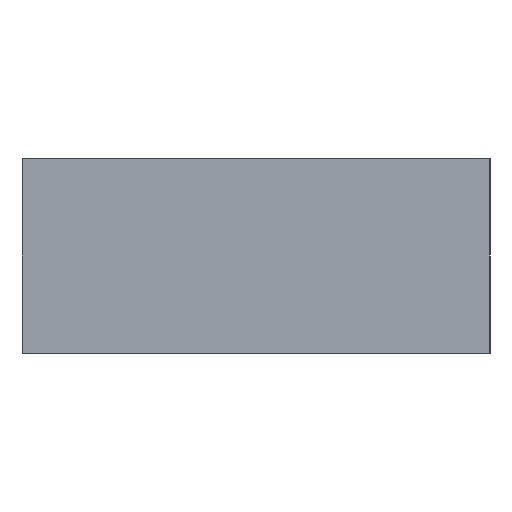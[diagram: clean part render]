
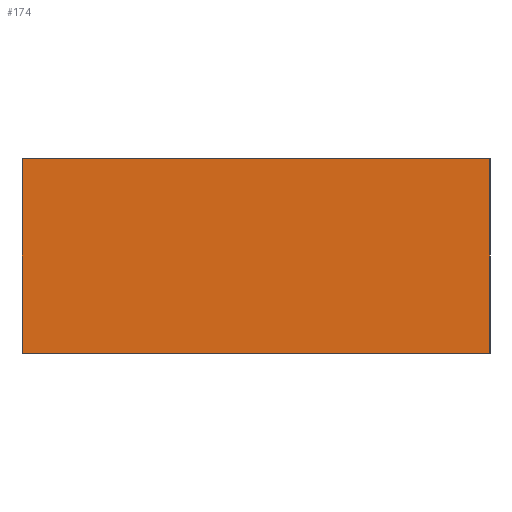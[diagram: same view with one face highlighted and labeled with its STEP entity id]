
A CAD part, left-side view. The second image highlights one B-rep face of the part: STEP entity #174.
In plain terms, the highlighted planar face has unit normal (-1, 0, 0).
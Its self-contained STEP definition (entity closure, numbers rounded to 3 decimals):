
#25=PLANE('',#203);
#34=FACE_OUTER_BOUND('',#49,.T.);
#49=EDGE_LOOP('',(#156,#157,#158,#159));
#56=LINE('',#278,#71);
#59=LINE('',#284,#74);
#62=LINE('',#290,#77);
#65=LINE('',#294,#80);
#71=VECTOR('',#232,10.);
#74=VECTOR('',#237,10.);
#77=VECTOR('',#242,10.);
#80=VECTOR('',#247,10.);
#95=VERTEX_POINT('',#275);
#96=VERTEX_POINT('',#277);
#98=VERTEX_POINT('',#283);
#100=VERTEX_POINT('',#289);
#112=EDGE_CURVE('',#96,#95,#56,.T.);
#115=EDGE_CURVE('',#98,#96,#59,.T.);
#118=EDGE_CURVE('',#100,#98,#62,.T.);
#121=EDGE_CURVE('',#95,#100,#65,.T.);
#156=ORIENTED_EDGE('',*,*,#121,.T.);
#157=ORIENTED_EDGE('',*,*,#118,.T.);
#158=ORIENTED_EDGE('',*,*,#115,.T.);
#159=ORIENTED_EDGE('',*,*,#112,.T.);
#174=ADVANCED_FACE('',(#34),#25,.T.);
#203=AXIS2_PLACEMENT_3D('',#295,#248,#249);
#232=DIRECTION('',(0.,1.,0.));
#237=DIRECTION('',(0.,0.,1.));
#242=DIRECTION('',(0.,-1.,0.));
#247=DIRECTION('',(0.,0.,-1.));
#248=DIRECTION('center_axis',(-1.,0.,0.));
#249=DIRECTION('ref_axis',(0.,0.,1.));
#275=CARTESIAN_POINT('',(-74.95,-100.,-73.37));
#277=CARTESIAN_POINT('',(-74.95,-124.1,-73.37));
#278=CARTESIAN_POINT('',(-74.95,-118.075,-73.37));
#283=CARTESIAN_POINT('',(-74.95,-124.1,-83.37));
#284=CARTESIAN_POINT('',(-74.95,-124.1,-80.87));
#289=CARTESIAN_POINT('',(-74.95,-100.,-83.37));
#290=CARTESIAN_POINT('',(-74.95,-106.025,-83.37));
#294=CARTESIAN_POINT('',(-74.95,-100.,-75.87));
#295=CARTESIAN_POINT('Origin',(-74.95,-112.05,-78.37));
